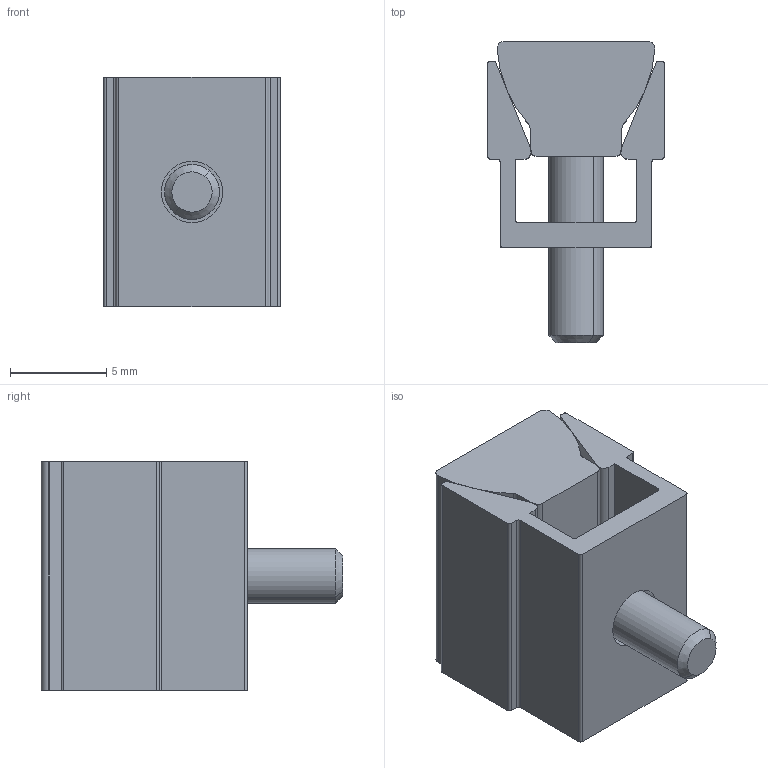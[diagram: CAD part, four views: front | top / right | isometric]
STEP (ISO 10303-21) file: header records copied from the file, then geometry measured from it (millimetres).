
FILE_DESCRIPTION (( 'STEP AP203' ), '1' );
FILE_NAME ('MiteeBite-80375.step.step', '2013-05-03T11:24:29', ( 'Windows User' ), ( '' ), 'SwSTEP 2.0', 'SolidWorks 2013', '' );
FILE_SCHEMA (( 'CONFIG_CONTROL_DESIGN' ));
Length unit declared in the file: inch
Products named in the file (4): MiteeBite-80375.step; MiteeBite-80375.step_Socket Head Cap Screw_AI; MiteeBite-80375.step_60307; MiteeBite-80375.step_60207
Assembly tree (3 placements, depth 2):
  MiteeBite-80375.step
    MiteeBite-80375.step_60207
    MiteeBite-80375.step_60307
    MiteeBite-80375.step_Socket Head Cap Screw_AI
Bounding box: 9.14 x 15.62 x 11.89 mm (x, y, z)
Volume: 846.6 mm3; surface area: 1322.1 mm2
Topology: 3 solids, 3 shells, 82 faces, 208 edges, 133 vertices
Faces by surface type: plane 40, cylinder 34, cone 6, torus 2
Entity records: 2898 total; most frequent: DIRECTION 464, CARTESIAN_POINT 427, ORIENTED_EDGE 412, EDGE_CURVE 206, AXIS2_PLACEMENT_3D 170, VERTEX_POINT 133, VECTOR 124, LINE 124
